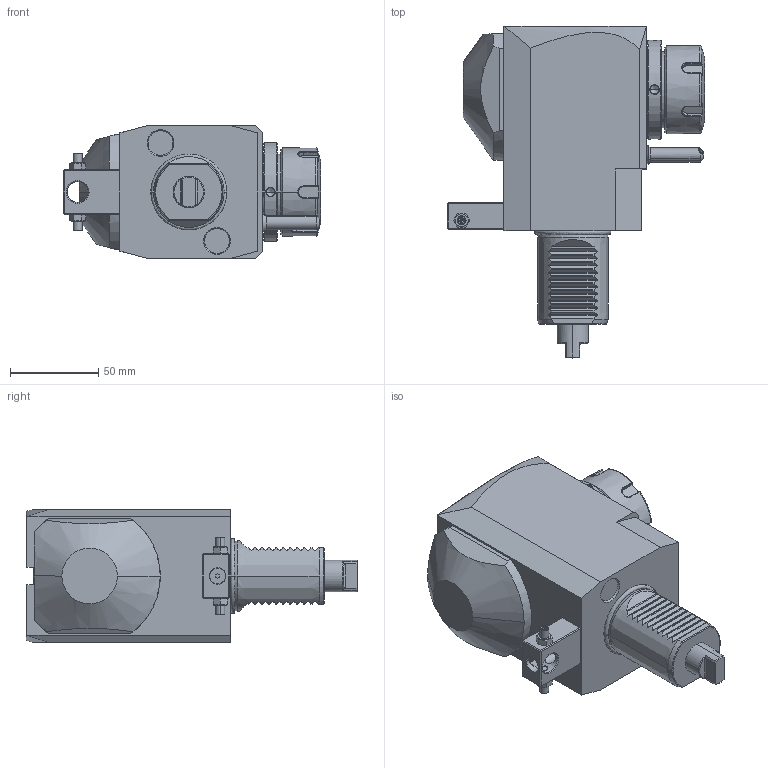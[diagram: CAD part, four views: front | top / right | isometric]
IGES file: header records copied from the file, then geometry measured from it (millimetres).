
Start section:  PTC IGES file: ngt1_40_221_32_2_3_80.igs
Global section: file name: ngt1_40_221_32_2_3_80.igs; native system: Pro/ENGINEER by Parametric Technology Corporation; preprocessor: 2010280; author: vali; organization: Unknown; date: 20230313.102437; units: millimetre
Bounding box: 145.6 x 188 x 75 mm (x, y, z)
Volume: 883411.8 mm3; surface area: 71582 mm2
Topology: 1 solids, 1 shells, 459 faces, 1192 edges, 740 vertices
Faces by surface type: bspline 270, revolution 187, extrusion 2
